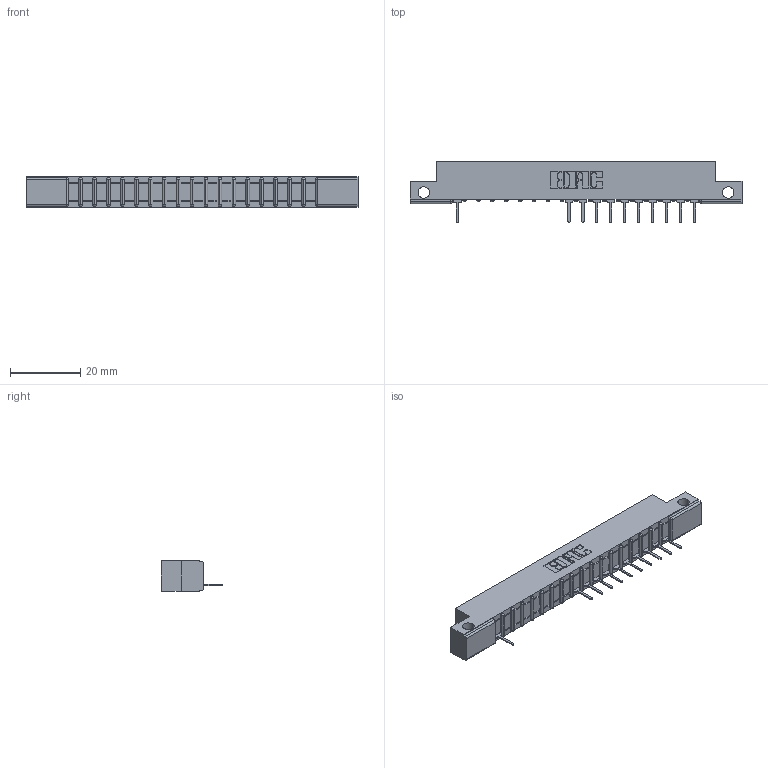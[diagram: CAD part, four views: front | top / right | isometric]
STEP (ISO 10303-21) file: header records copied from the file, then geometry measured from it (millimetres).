
FILE_DESCRIPTION (( 'STEP AP203' ), '1' );
FILE_NAME ('307-018-531-112.STEP', '2018-08-03T22:34:21', ( '' ), ( '' ), 'SwSTEP 2.0', 'SolidWorks 2016', '' );
FILE_SCHEMA (( 'CONFIG_CONTROL_DESIGN' ));
Length unit declared in the file: inch
Products named in the file (3): 307-290-001_531; 307-018-531-112; 307 Part_.128 Dia Side Mounting Holes
Assembly tree (12 placements, depth 2):
  307-018-531-112
    307 Part_.128 Dia Side Mounting Holes
    307-290-001_531  x11
Bounding box: 94.34 x 17.42 x 8.71 mm (x, y, z)
Volume: 5768.4 mm3; surface area: 7914.5 mm2
Topology: 12 solids, 12 shells, 893 faces, 2553 edges, 1634 vertices
Faces by surface type: plane 561, cylinder 294, sphere 38
Entity records: 18136 total; most frequent: CARTESIAN_POINT 3077, ORIENTED_EDGE 3070, DIRECTION 2999, EDGE_CURVE 1535, VECTOR 1167, LINE 1167, VERTEX_POINT 994, AXIS2_PLACEMENT_3D 916
